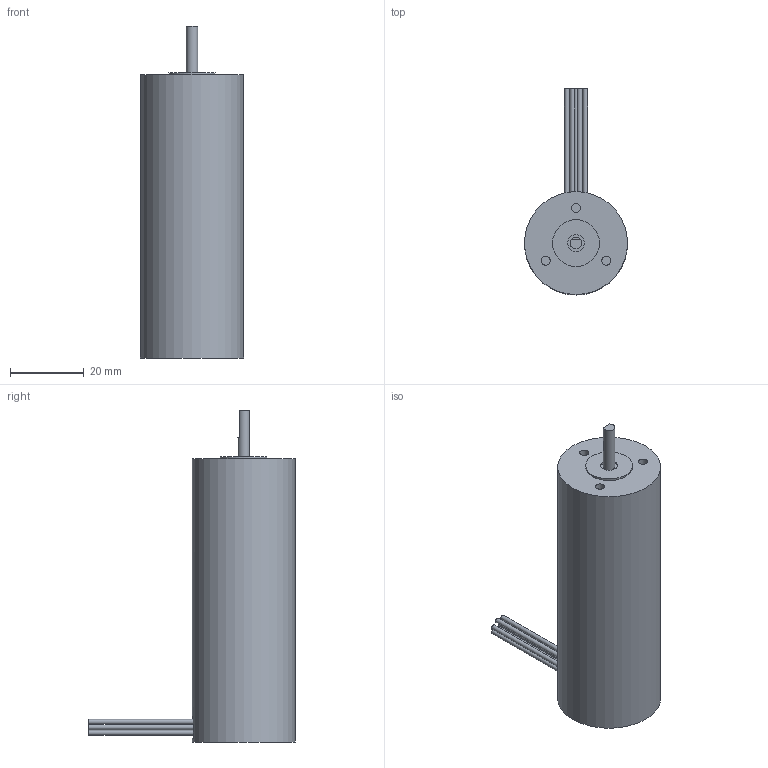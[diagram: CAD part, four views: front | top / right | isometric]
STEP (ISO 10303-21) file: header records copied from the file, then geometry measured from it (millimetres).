
FILE_DESCRIPTION( ( 'Unknown' ), '1' );
FILE_NAME( 'BR2877.stp', 'Unknown', ( 'Unknown' ), ( 'Unknown' ), 'PSStep 17.0.49', 'Unknown', ' ' );
FILE_SCHEMA( ( 'AUTOMOTIVE_DESIGN { 1 0 10303 214 1 1 1 1 }' ) );
Length unit declared in the file: millimetre
Products named in the file (1): 1
Bounding box: 28 x 56 x 90.2 mm (x, y, z)
Volume: 47695.7 mm3; surface area: 9367.9 mm2
Topology: 1 solids, 1 shells, 50 faces, 87 edges, 57 vertices
Faces by surface type: cylinder 25, plane 25
Full cylindrical faces by diameter (mm): 1.3 x8, 2.459 x12, 3.175 x1, 4.6 x1, 12.7 x1, 28 x1
Entity records: 1503 total; most frequent: DIRECTION 205, CARTESIAN_POINT 196, ORIENTED_EDGE 118, AXIS2_PLACEMENT_3D 96, EDGE_LOOP 92, FACE_OUTER_BOUND 74, EDGE_CURVE 59, VERTEX_POINT 53
